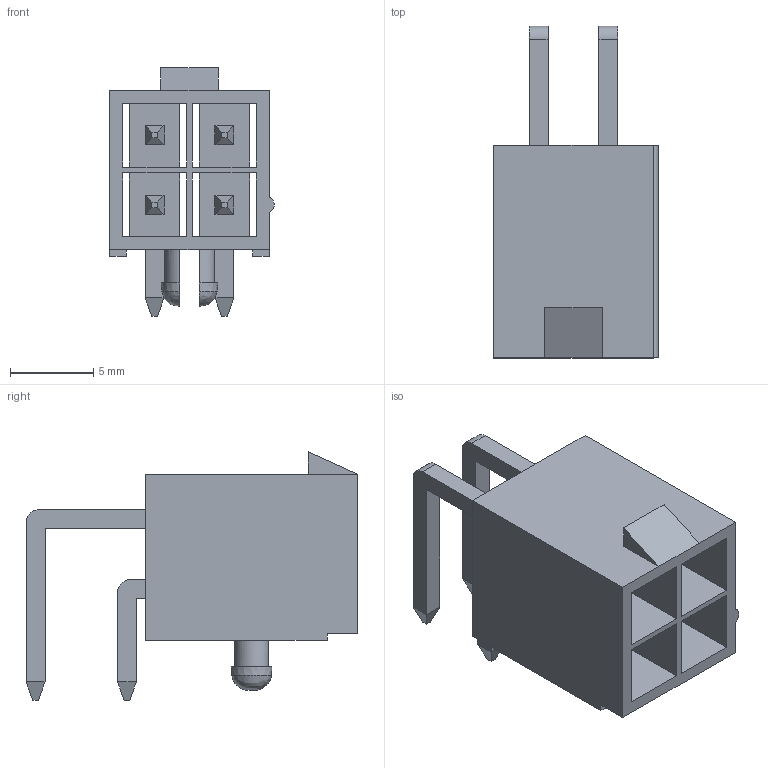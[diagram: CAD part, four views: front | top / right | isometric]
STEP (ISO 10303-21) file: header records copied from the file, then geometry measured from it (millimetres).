
FILE_DESCRIPTION( ( 'Unknown' ), '1' );
FILE_NAME( '649004227222.stp', 'Unknown', ( 'Unknown' ), ( 'Unknown' ), 'PSStep 14.0', 'Unknown', ' ' );
FILE_SCHEMA( ( 'AUTOMOTIVE_DESIGN { 1 0 10303 214 1 1 1 1 }' ) );
Length unit declared in the file: millimetre
Products named in the file (4): Assem1; 6490xx227222_PIN; 6490xx227222_PIN_BIS; 64900429522
Assembly tree (5 placements, depth 2):
  Assem1
    6490xx227222_PIN  x2
    6490xx227222_PIN_BIS  x2
    64900429522
Bounding box: 9.9 x 19.97 x 14.95 mm (x, y, z)
Volume: 677.9 mm3; surface area: 1956.5 mm2
Topology: 5 solids, 5 shells, 162 faces, 400 edges, 250 vertices
Faces by surface type: plane 149, cylinder 7, bspline 6
Entity records: 6442 total; most frequent: CARTESIAN_POINT 2254, ORIENTED_EDGE 652, DIRECTION 574, EDGE_CURVE 326, LINE 302, VECTOR 302, VERTEX_POINT 206, EDGE_LOOP 154
